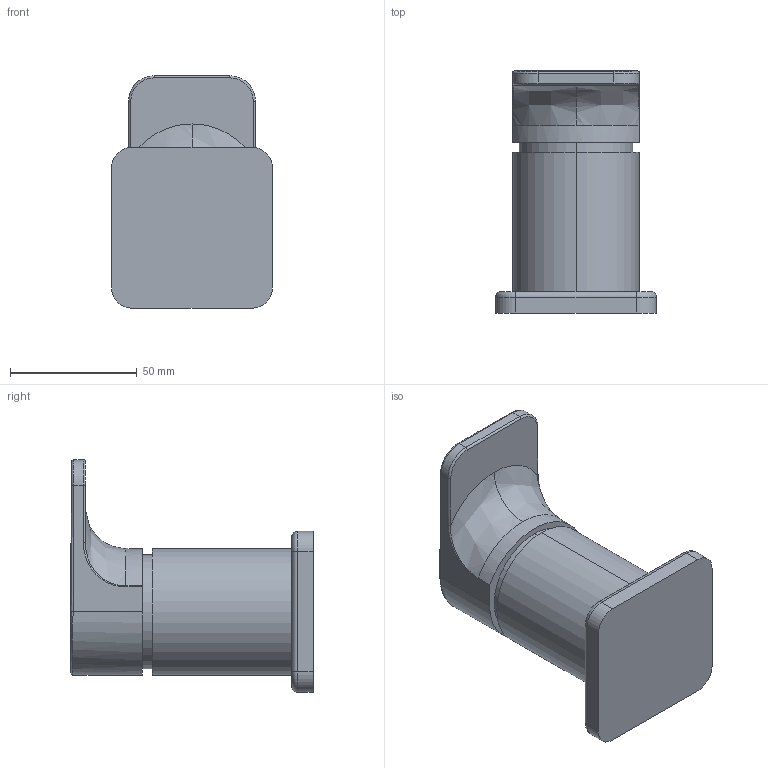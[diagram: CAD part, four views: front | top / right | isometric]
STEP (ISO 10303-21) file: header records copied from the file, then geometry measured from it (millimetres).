
FILE_DESCRIPTION (( 'STEP AP203' ), '1' );
FILE_NAME ('29300960.STEP', '2018-06-26T05:33:28', ( '' ), ( '' ), 'SwSTEP 2.0', 'SolidWorks 2017', '' );
FILE_SCHEMA (( 'CONFIG_CONTROL_DESIGN' ));
Length unit declared in the file: millimetre
Products named in the file (5): Planungsmodell_Rohr_gerade-+-28.568.780-10_ _K318 50 x 55; Hebel-+-09.20.96.011-01_-_K1; Planungsmodell_Schubrosette WFB-DLB-EHM-+-09.27.71.028-1; 29300960; Planungsmodell_Rohr_gerade-+-28.568.780-10_ _K316 45 x 30
Assembly tree (4 placements, depth 2):
  29300960
    Hebel-+-09.20.96.011-01_-_K1
    Planungsmodell_Rohr_gerade-+-28.568.780-10_ _K318 50 x 55
    Planungsmodell_Schubrosette WFB-DLB-EHM-+-09.27.71.028-1
    Planungsmodell_Rohr_gerade-+-28.568.780-10_ _K316 45 x 30
Bounding box: 63.5 x 95.79 x 91.75 mm (x, y, z)
Volume: 189266 mm3; surface area: 45936.2 mm2
Topology: 3 solids, 5 shells, 55 faces, 126 edges, 80 vertices
Faces by surface type: cylinder 22, plane 15, bspline 12, torus 6
Entity records: 3496 total; most frequent: CARTESIAN_POINT 1809, ORIENTED_EDGE 246, DIRECTION 239, EDGE_CURVE 126, AXIS2_PLACEMENT_3D 98, VERTEX_POINT 80, FACE_OUTER_BOUND 55, ADVANCED_FACE 55
